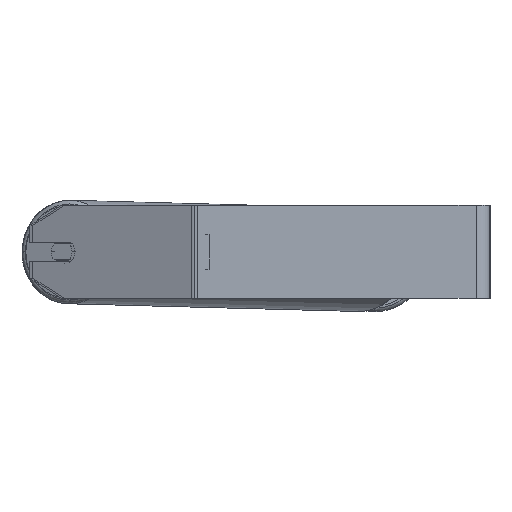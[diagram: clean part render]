
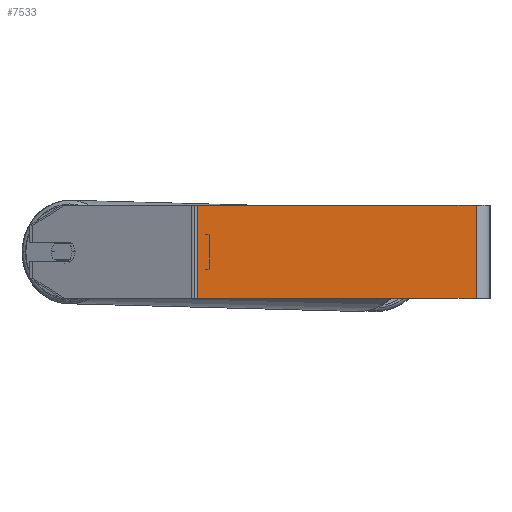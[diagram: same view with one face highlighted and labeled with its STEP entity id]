
A CAD part, left-side view. The second image highlights one B-rep face of the part: STEP entity #7533.
In plain terms, the highlighted planar face has unit normal (-1, 0, 0).
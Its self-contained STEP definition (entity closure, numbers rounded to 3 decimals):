
#483 = LINE ( 'NONE', #3197, #2964 ) ;
#839 = LINE ( 'NONE', #1548, #3333 ) ;
#845 = VECTOR ( 'NONE', #2105, 1000. ) ;
#1036 = VERTEX_POINT ( 'NONE', #3985 ) ;
#1548 = CARTESIAN_POINT ( 'NONE',  ( -945., 254.224, -40. ) ) ;
#1786 = VERTEX_POINT ( 'NONE', #8235 ) ;
#1874 = DIRECTION ( 'NONE',  ( 0., -1., 0. ) ) ;
#2070 = ORIENTED_EDGE ( 'NONE', *, *, #7018, .T. ) ;
#2105 = DIRECTION ( 'NONE',  ( 0., 0., -1. ) ) ;
#2167 = ORIENTED_EDGE ( 'NONE', *, *, #2743, .F. ) ;
#2168 = FACE_OUTER_BOUND ( 'NONE', #7851, .T. ) ;
#2425 = EDGE_CURVE ( 'NONE', #1786, #1036, #4041, .T. ) ;
#2743 = EDGE_CURVE ( 'NONE', #5860, #1786, #483, .T. ) ;
#2964 = VECTOR ( 'NONE', #1874, 1000. ) ;
#3197 = CARTESIAN_POINT ( 'NONE',  ( -945., 254.224, 40. ) ) ;
#3333 = VECTOR ( 'NONE', #6865, 1000. ) ;
#3609 = DIRECTION ( 'NONE',  ( 0., 0., -1. ) ) ;
#3784 = DIRECTION ( 'NONE',  ( 0., 0., -1. ) ) ;
#3949 = ORIENTED_EDGE ( 'NONE', *, *, #7273, .T. ) ;
#3985 = CARTESIAN_POINT ( 'NONE',  ( -945., 12., -40. ) ) ;
#4041 = LINE ( 'NONE', #6066, #845 ) ;
#4163 = AXIS2_PLACEMENT_3D ( 'NONE', #7497, #8512, #3609 ) ;
#4435 = VECTOR ( 'NONE', #3784, 1000. ) ;
#4472 = CARTESIAN_POINT ( 'NONE',  ( -945., 251.564, 40. ) ) ;
#4535 = LINE ( 'NONE', #6563, #4435 ) ;
#4891 = PLANE ( 'NONE',  #4163 ) ;
#5860 = VERTEX_POINT ( 'NONE', #4472 ) ;
#6066 = CARTESIAN_POINT ( 'NONE',  ( -945., 12., 40. ) ) ;
#6563 = CARTESIAN_POINT ( 'NONE',  ( -945., 251.564, 40. ) ) ;
#6865 = DIRECTION ( 'NONE',  ( 0., -1., 0. ) ) ;
#7018 = EDGE_CURVE ( 'NONE', #8254, #1036, #839, .T. ) ;
#7273 = EDGE_CURVE ( 'NONE', #5860, #8254, #4535, .T. ) ;
#7497 = CARTESIAN_POINT ( 'NONE',  ( -945., 254.224, 40. ) ) ;
#7533 = ADVANCED_FACE ( 'NONE', ( #2168 ), #4891, .F. ) ;
#7827 = CARTESIAN_POINT ( 'NONE',  ( -945., 251.564, -40. ) ) ;
#7851 = EDGE_LOOP ( 'NONE', ( #2070, #8082, #2167, #3949 ) ) ;
#8082 = ORIENTED_EDGE ( 'NONE', *, *, #2425, .F. ) ;
#8235 = CARTESIAN_POINT ( 'NONE',  ( -945., 12., 40. ) ) ;
#8254 = VERTEX_POINT ( 'NONE', #7827 ) ;
#8512 = DIRECTION ( 'NONE',  ( 1., 0., 0. ) ) ;
